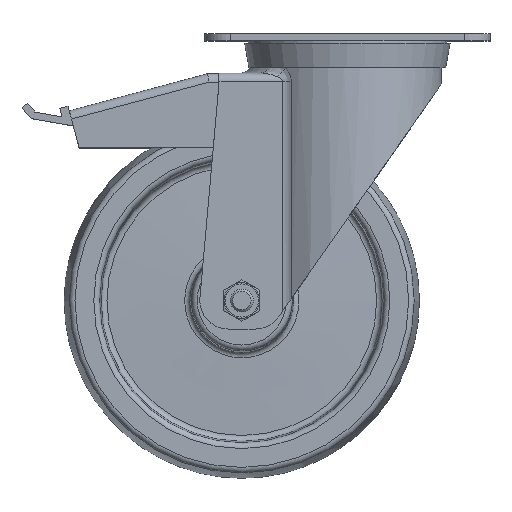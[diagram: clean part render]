
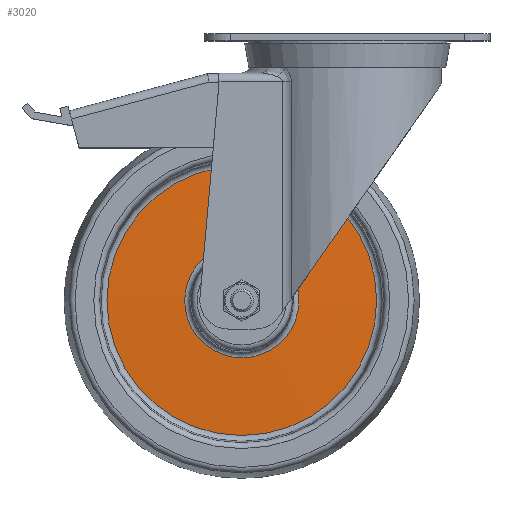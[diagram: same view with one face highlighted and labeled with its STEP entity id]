
A CAD part, top view. The second image highlights one B-rep face of the part: STEP entity #3020.
In plain terms, the highlighted conical face has half-angle 88 degrees and reference radius 33.655 mm.
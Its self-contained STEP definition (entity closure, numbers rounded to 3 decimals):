
#61=CONICAL_SURFACE('',#3358,33.655,1.536);
#321=FACE_OUTER_BOUND('',#510,.T.);
#510=EDGE_LOOP('',(#2551,#2552,#2553,#2554,#2555,#2556));
#675=CIRCLE('',#3356,47.277);
#676=CIRCLE('',#3357,47.277);
#677=CIRCLE('',#3359,20.033);
#678=CIRCLE('',#3360,20.033);
#904=LINE('',#5336,#1111);
#1111=VECTOR('',#4194,33.655);
#1360=VERTEX_POINT('',#5329);
#1361=VERTEX_POINT('',#5331);
#1362=VERTEX_POINT('',#5335);
#1363=VERTEX_POINT('',#5337);
#1762=EDGE_CURVE('',#1360,#1361,#675,.T.);
#1763=EDGE_CURVE('',#1361,#1360,#676,.T.);
#1764=EDGE_CURVE('',#1361,#1362,#904,.T.);
#1765=EDGE_CURVE('',#1362,#1363,#677,.T.);
#1766=EDGE_CURVE('',#1363,#1362,#678,.T.);
#2551=ORIENTED_EDGE('',*,*,#1763,.F.);
#2552=ORIENTED_EDGE('',*,*,#1764,.T.);
#2553=ORIENTED_EDGE('',*,*,#1765,.T.);
#2554=ORIENTED_EDGE('',*,*,#1766,.T.);
#2555=ORIENTED_EDGE('',*,*,#1764,.F.);
#2556=ORIENTED_EDGE('',*,*,#1762,.F.);
#3020=ADVANCED_FACE('',(#321),#61,.T.);
#3356=AXIS2_PLACEMENT_3D('',#5332,#4188,#4189);
#3357=AXIS2_PLACEMENT_3D('',#5333,#4190,#4191);
#3358=AXIS2_PLACEMENT_3D('',#5334,#4192,#4193);
#3359=AXIS2_PLACEMENT_3D('',#5338,#4195,#4196);
#3360=AXIS2_PLACEMENT_3D('',#5339,#4197,#4198);
#4188=DIRECTION('center_axis',(0.,0.,-1.));
#4189=DIRECTION('ref_axis',(1.,0.,0.));
#4190=DIRECTION('center_axis',(0.,0.,-1.));
#4191=DIRECTION('ref_axis',(1.,0.,0.));
#4192=DIRECTION('center_axis',(0.,0.,-1.));
#4193=DIRECTION('ref_axis',(1.,0.,0.));
#4194=DIRECTION('',(0.999,0.,0.035));
#4195=DIRECTION('center_axis',(0.,0.,-1.));
#4196=DIRECTION('ref_axis',(1.,0.,0.));
#4197=DIRECTION('center_axis',(0.,0.,-1.));
#4198=DIRECTION('ref_axis',(1.,0.,0.));
#5329=CARTESIAN_POINT('',(47.277,0.,3.099));
#5331=CARTESIAN_POINT('',(-47.277,0.,3.099));
#5332=CARTESIAN_POINT('Origin',(0.,0.,3.099));
#5333=CARTESIAN_POINT('Origin',(0.,0.,3.099));
#5334=CARTESIAN_POINT('Origin',(0.,0.,3.575));
#5335=CARTESIAN_POINT('',(-20.033,0.,4.05));
#5336=CARTESIAN_POINT('',(-33.655,0.,3.575));
#5337=CARTESIAN_POINT('',(20.033,0.,4.05));
#5338=CARTESIAN_POINT('Origin',(0.,0.,4.05));
#5339=CARTESIAN_POINT('Origin',(0.,0.,4.05));
